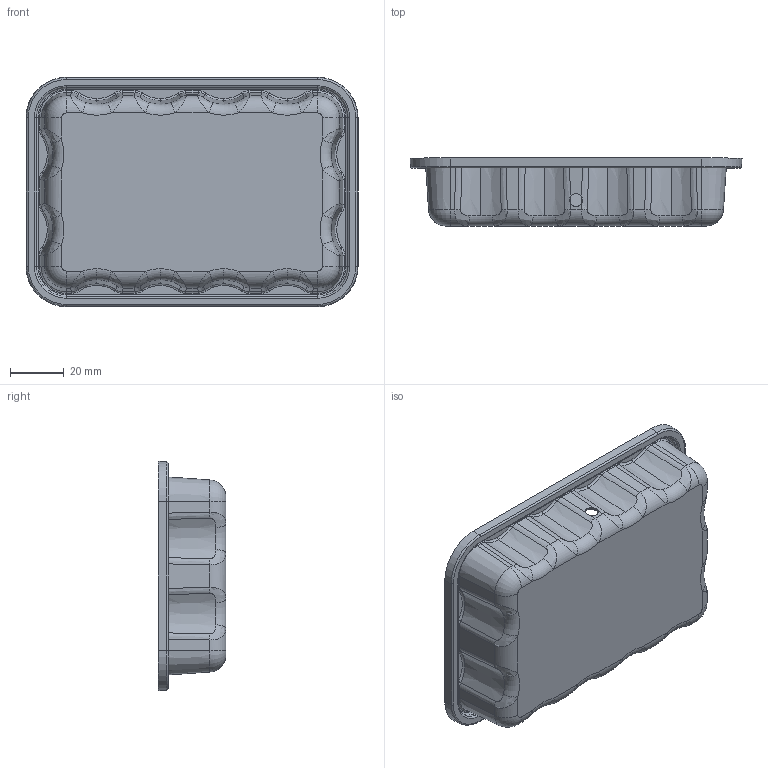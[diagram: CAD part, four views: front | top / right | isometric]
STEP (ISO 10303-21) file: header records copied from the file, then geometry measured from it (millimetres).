
FILE_DESCRIPTION (( 'STEP AP203' ), '1' );
FILE_NAME ('1010_BOTTOM.STEP', '2008-10-27T23:54:07', ( ' ' ), ( ' ' ), 'SwSTEP 2.0', 'SolidWorks 2007', '' );
FILE_SCHEMA (( 'CONFIG_CONTROL_DESIGN' ));
Length unit declared in the file: inch
Products named in the file (1): 1010_BOTTOM
Bounding box: 123.32 x 25.15 x 85.22 mm (x, y, z)
Volume: 29517.2 mm3; surface area: 37111.8 mm2
Topology: 1 solids, 1 shells, 424 faces, 993 edges, 572 vertices
Faces by surface type: bspline 150, torus 92, cylinder 82, cone 52, plane 48
Entity records: 18300 total; most frequent: CARTESIAN_POINT 9468, ORIENTED_EDGE 1986, DIRECTION 1705, EDGE_CURVE 993, AXIS2_PLACEMENT_3D 749, VERTEX_POINT 572, CIRCLE 474, EDGE_LOOP 427
